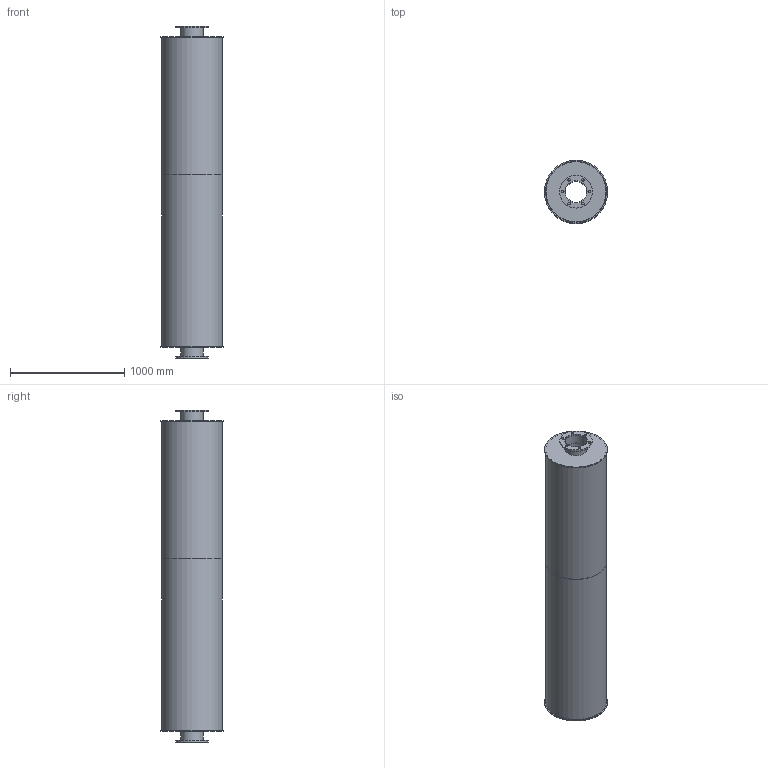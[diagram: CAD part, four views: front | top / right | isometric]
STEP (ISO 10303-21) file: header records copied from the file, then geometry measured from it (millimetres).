
FILE_DESCRIPTION((''),'2;1');
FILE_NAME('LSAD7.stp','2012-06-20T09:30:48',('Pauls Computer'),(''),'Autodesk Inventor 2010','Autodesk Inventor 2010','');
FILE_SCHEMA(('AUTOMOTIVE_DESIGN { 1 0 10303 214 1 1 1 1 }'));
Length unit declared in the file: millimetre
Products named in the file (1): MAAT3D
Bounding box: 551 x 551 x 2900 mm (x, y, z)
Volume: 17377920.8 mm3; surface area: 10311420.2 mm2
Topology: 8 solids, 8 shells, 44 faces, 84 edges, 56 vertices
Faces by surface type: cylinder 28, plane 16
Full cylindrical faces by diameter (mm): 22 x12, 187 x2, 193 x2, 195 x4, 286 x2, 525 x2, 531 x2, 551 x2
Entity records: 1124 total; most frequent: DIRECTION 202, CARTESIAN_POINT 157, ORIENTED_EDGE 112, EDGE_LOOP 112, AXIS2_PLACEMENT_3D 101, FACE_BOUND 68, VERTEX_POINT 56, CIRCLE 56
